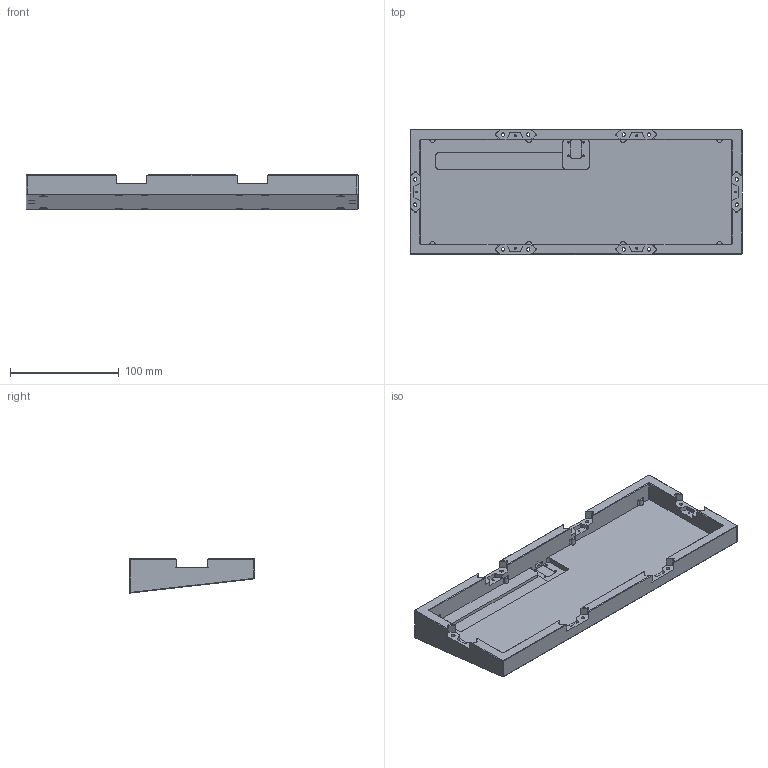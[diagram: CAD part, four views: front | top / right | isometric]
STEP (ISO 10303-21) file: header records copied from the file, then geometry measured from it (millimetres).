
FILE_DESCRIPTION(/* description */ (''),/* implementation_level */ '2;1');
FILE_NAME(/* name */ 'Element 60 Multi Mount Keyboard v20.step',/* time_stamp */ '2020-10-01T16:52:34-03:00',/* author */ (''),/* organization */ (''),/* preprocessor_version */ 'ST-DEVELOPER v18.1',/* originating_system */ 'Autodesk Translation Framework v9.3.0.1241',/* authorisation */ '');
FILE_SCHEMA (('AUTOMOTIVE_DESIGN { 1 0 10303 214 3 1 1 }'));
Length unit declared in the file: millimetre
Products named in the file (1): Element 60 Multi Mount Keyboard
Bounding box: 305.7 x 115.2 x 31.37 mm (x, y, z)
Volume: 340728.6 mm3; surface area: 109114.1 mm2
Topology: 9 solids, 9 shells, 372 faces, 923 edges, 588 vertices
Faces by surface type: plane 195, cylinder 139, cone 30, bspline 8
Full cylindrical faces by diameter (mm): 1.623 x10, 3.2 x12, 5.7 x12, 8 x4
Entity records: 11162 total; most frequent: CARTESIAN_POINT 2066, DIRECTION 1921, ORIENTED_EDGE 1826, EDGE_CURVE 913, AXIS2_PLACEMENT_3D 659, LINE 603, VECTOR 603, VERTEX_POINT 588
